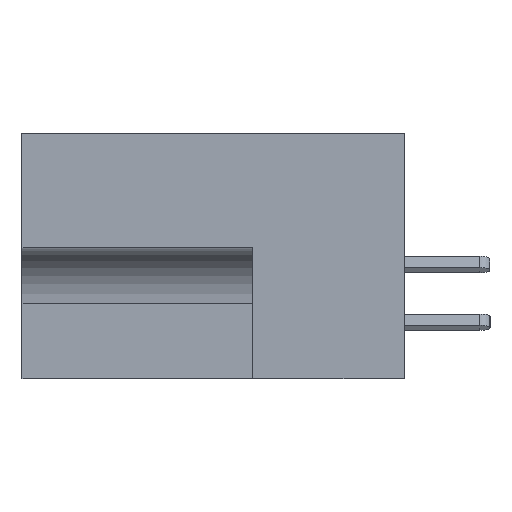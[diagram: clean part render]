
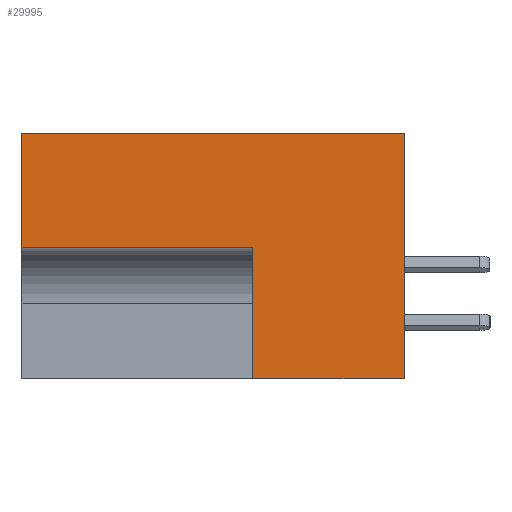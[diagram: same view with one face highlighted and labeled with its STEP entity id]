
A CAD part, left-side view. The second image highlights one B-rep face of the part: STEP entity #29995.
In plain terms, the highlighted planar face has unit normal (-1, 0, 0).
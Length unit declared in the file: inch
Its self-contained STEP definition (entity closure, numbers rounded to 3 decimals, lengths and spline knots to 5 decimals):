
#1888 = DIRECTION ( 'NONE',  ( 0., 0., 1. ) ) ;
#4121 = AXIS2_PLACEMENT_3D ( 'NONE', #6772, #25701, #30318 ) ;
#4364 = CARTESIAN_POINT ( 'NONE',  ( 0., 0.453, 0. ) ) ;
#4571 = EDGE_CURVE ( 'NONE', #13020, #25497, #19846, .T. ) ;
#5318 = DIRECTION ( 'NONE',  ( 0., -1., 0. ) ) ;
#5906 = FACE_OUTER_BOUND ( 'NONE', #8274, .T. ) ;
#6280 = ORIENTED_EDGE ( 'NONE', *, *, #9451, .F. ) ;
#6772 = CARTESIAN_POINT ( 'NONE',  ( 0., 0.453, 0. ) ) ;
#7627 = ORIENTED_EDGE ( 'NONE', *, *, #10151, .F. ) ;
#8066 = CARTESIAN_POINT ( 'NONE',  ( 0., 0.828, -0.248 ) ) ;
#8274 = EDGE_LOOP ( 'NONE', ( #20288, #7627, #6280, #17396, #26376, #30433 ) ) ;
#9451 = EDGE_CURVE ( 'NONE', #14450, #10691, #17888, .T. ) ;
#9833 = CARTESIAN_POINT ( 'NONE',  ( 0., 0.328, -0.531 ) ) ;
#9880 = VERTEX_POINT ( 'NONE', #25053 ) ;
#10045 = LINE ( 'NONE', #19415, #11539 ) ;
#10151 = EDGE_CURVE ( 'NONE', #10691, #13020, #10045, .T. ) ;
#10691 = VERTEX_POINT ( 'NONE', #14529 ) ;
#11188 = LINE ( 'NONE', #26601, #14538 ) ;
#11372 = DIRECTION ( 'NONE',  ( 0., -1., 0. ) ) ;
#11400 = CARTESIAN_POINT ( 'NONE',  ( 0., 0., 0. ) ) ;
#11539 = VECTOR ( 'NONE', #21687, 39.37008 ) ;
#13020 = VERTEX_POINT ( 'NONE', #8066 ) ;
#14450 = VERTEX_POINT ( 'NONE', #9833 ) ;
#14529 = CARTESIAN_POINT ( 'NONE',  ( 0., 0.328, -0.248 ) ) ;
#14538 = VECTOR ( 'NONE', #5318, 39.37008 ) ;
#15760 = EDGE_CURVE ( 'NONE', #9880, #29158, #16907, .T. ) ;
#16761 = CARTESIAN_POINT ( 'NONE',  ( 0., 0.828, 0. ) ) ;
#16769 = CARTESIAN_POINT ( 'NONE',  ( 0., 0.828, 0. ) ) ;
#16907 = LINE ( 'NONE', #11400, #26143 ) ;
#17396 = ORIENTED_EDGE ( 'NONE', *, *, #30288, .T. ) ;
#17888 = LINE ( 'NONE', #20699, #20091 ) ;
#19022 = VECTOR ( 'NONE', #11372, 39.37008 ) ;
#19415 = CARTESIAN_POINT ( 'NONE',  ( 0., 0.328, -0.248 ) ) ;
#19846 = LINE ( 'NONE', #16761, #25031 ) ;
#20091 = VECTOR ( 'NONE', #1888, 39.37008 ) ;
#20117 = LINE ( 'NONE', #4364, #19022 ) ;
#20288 = ORIENTED_EDGE ( 'NONE', *, *, #4571, .F. ) ;
#20699 = CARTESIAN_POINT ( 'NONE',  ( 0., 0.328, -0.531 ) ) ;
#21687 = DIRECTION ( 'NONE',  ( 0., 1., 0. ) ) ;
#23220 = PLANE ( 'NONE',  #4121 ) ;
#25031 = VECTOR ( 'NONE', #26341, 39.37008 ) ;
#25053 = CARTESIAN_POINT ( 'NONE',  ( 0., 0., -0.531 ) ) ;
#25497 = VERTEX_POINT ( 'NONE', #16769 ) ;
#25701 = DIRECTION ( 'NONE',  ( 1., 0., 0. ) ) ;
#26143 = VECTOR ( 'NONE', #30302, 39.37008 ) ;
#26341 = DIRECTION ( 'NONE',  ( 0., 0., 1. ) ) ;
#26376 = ORIENTED_EDGE ( 'NONE', *, *, #15760, .T. ) ;
#26601 = CARTESIAN_POINT ( 'NONE',  ( 0., 0.453, -0.531 ) ) ;
#28523 = CARTESIAN_POINT ( 'NONE',  ( 0., 0., 0. ) ) ;
#28815 = EDGE_CURVE ( 'NONE', #25497, #29158, #20117, .T. ) ;
#29158 = VERTEX_POINT ( 'NONE', #28523 ) ;
#29995 = ADVANCED_FACE ( 'NONE', ( #5906 ), #23220, .F. ) ;
#30288 = EDGE_CURVE ( 'NONE', #14450, #9880, #11188, .T. ) ;
#30302 = DIRECTION ( 'NONE',  ( 0., 0., 1. ) ) ;
#30318 = DIRECTION ( 'NONE',  ( 0., 0., -1. ) ) ;
#30433 = ORIENTED_EDGE ( 'NONE', *, *, #28815, .F. ) ;
